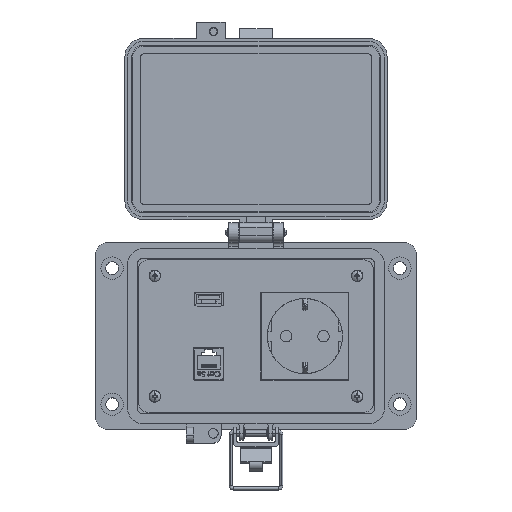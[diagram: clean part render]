
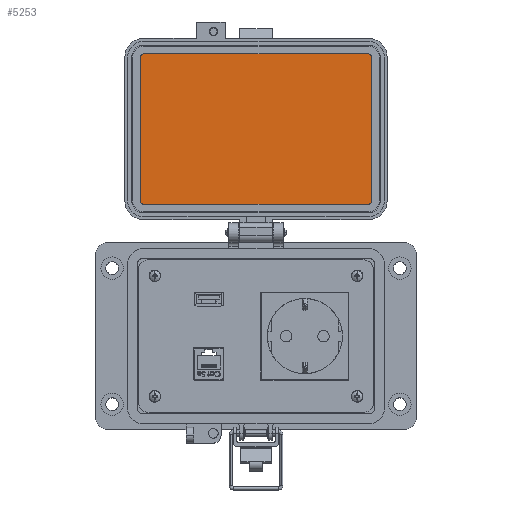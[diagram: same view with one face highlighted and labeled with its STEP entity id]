
A CAD part, top view. The second image highlights one B-rep face of the part: STEP entity #5253.
In plain terms, the highlighted planar face has unit normal (0, 0, 1).
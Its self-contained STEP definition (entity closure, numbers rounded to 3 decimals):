
#720 = DIRECTION ( 'NONE',  ( 0., 1., 0. ) ) ;
#798 = AXIS2_PLACEMENT_3D ( 'NONE', #49335, #74807, #17596 ) ;
#2832 = EDGE_CURVE ( 'NONE', #73083, #27794, #71290, .T. ) ;
#4093 = EDGE_CURVE ( 'NONE', #23890, #76123, #64506, .T. ) ;
#4411 = ORIENTED_EDGE ( 'NONE', *, *, #4093, .F. ) ;
#5253 = ADVANCED_FACE ( 'NONE', ( #44513 ), #55511, .T. ) ;
#7838 = CARTESIAN_POINT ( 'NONE',  ( 59.502, 69.55, 8.694 ) ) ;
#10208 = DIRECTION ( 'NONE',  ( -1., 0., 0. ) ) ;
#10448 = EDGE_CURVE ( 'NONE', #29557, #73083, #51492, .T. ) ;
#10486 = EDGE_CURVE ( 'NONE', #68313, #21772, #15478, .T. ) ;
#12147 = CARTESIAN_POINT ( 'NONE',  ( 57.717, 143.334, 8.694 ) ) ;
#12366 = DIRECTION ( 'NONE',  ( 0., -1., 0. ) ) ;
#12753 = DIRECTION ( 'NONE',  ( 0., 0., -1. ) ) ;
#12899 = EDGE_CURVE ( 'NONE', #27794, #20328, #63921, .T. ) ;
#13285 = DIRECTION ( 'NONE',  ( 0., -1., 0. ) ) ;
#15478 = CIRCLE ( 'NONE', #46184, 1.785 ) ;
#16617 = AXIS2_PLACEMENT_3D ( 'NONE', #31976, #69981, #12366 ) ;
#17596 = DIRECTION ( 'NONE',  ( 0., -1., 0. ) ) ;
#19924 = ORIENTED_EDGE ( 'NONE', *, *, #42021, .F. ) ;
#20328 = VERTEX_POINT ( 'NONE', #77815 ) ;
#21168 = CARTESIAN_POINT ( 'NONE',  ( -59.505, 143.334, 8.694 ) ) ;
#21772 = VERTEX_POINT ( 'NONE', #57641 ) ;
#21858 = CARTESIAN_POINT ( 'NONE',  ( 59.502, 69.55, 8.694 ) ) ;
#22589 = AXIS2_PLACEMENT_3D ( 'NONE', #51387, #44713, #76457 ) ;
#23672 = ORIENTED_EDGE ( 'NONE', *, *, #68268, .F. ) ;
#23890 = VERTEX_POINT ( 'NONE', #21858 ) ;
#24049 = DIRECTION ( 'NONE',  ( 0., -1., 0. ) ) ;
#24868 = CARTESIAN_POINT ( 'NONE',  ( 57.717, 69.55, 8.694 ) ) ;
#27603 = CARTESIAN_POINT ( 'NONE',  ( -59.505, 143.334, 8.694 ) ) ;
#27794 = VERTEX_POINT ( 'NONE', #27603 ) ;
#29557 = VERTEX_POINT ( 'NONE', #43373 ) ;
#31340 = DIRECTION ( 'NONE',  ( 0., 0., -1. ) ) ;
#31976 = CARTESIAN_POINT ( 'NONE',  ( -30.745, 145.119, 8.694 ) ) ;
#34298 = CARTESIAN_POINT ( 'NONE',  ( -59.505, 69.55, 8.694 ) ) ;
#34772 = EDGE_LOOP ( 'NONE', ( #47085, #49621, #47562, #19924, #4411, #23672, #51185, #74269 ) ) ;
#40502 = AXIS2_PLACEMENT_3D ( 'NONE', #24868, #12753, #24049 ) ;
#41694 = CARTESIAN_POINT ( 'NONE',  ( 57.717, 67.765, 8.694 ) ) ;
#42021 = EDGE_CURVE ( 'NONE', #76123, #29557, #79978, .T. ) ;
#43049 = VECTOR ( 'NONE', #720, 1000. ) ;
#43373 = CARTESIAN_POINT ( 'NONE',  ( -57.72, 67.765, 8.694 ) ) ;
#44513 = FACE_OUTER_BOUND ( 'NONE', #34772, .T. ) ;
#44713 = DIRECTION ( 'NONE',  ( 0., 0., -1. ) ) ;
#45599 = DIRECTION ( 'NONE',  ( 1., 0., 0. ) ) ;
#45848 = CARTESIAN_POINT ( 'NONE',  ( 57.717, 145.119, 8.694 ) ) ;
#46184 = AXIS2_PLACEMENT_3D ( 'NONE', #12147, #31340, #56841 ) ;
#47085 = ORIENTED_EDGE ( 'NONE', *, *, #12899, .F. ) ;
#47562 = ORIENTED_EDGE ( 'NONE', *, *, #10448, .F. ) ;
#49335 = CARTESIAN_POINT ( 'NONE',  ( -57.72, 69.55, 8.694 ) ) ;
#49621 = ORIENTED_EDGE ( 'NONE', *, *, #2832, .F. ) ;
#51185 = ORIENTED_EDGE ( 'NONE', *, *, #10486, .F. ) ;
#51387 = CARTESIAN_POINT ( 'NONE',  ( -57.72, 143.334, 8.694 ) ) ;
#51492 = CIRCLE ( 'NONE', #798, 1.785 ) ;
#51624 = VECTOR ( 'NONE', #10208, 1000. ) ;
#55448 = EDGE_CURVE ( 'NONE', #20328, #68313, #63987, .T. ) ;
#55511 = PLANE ( 'NONE',  #16617 ) ;
#56841 = DIRECTION ( 'NONE',  ( 0., -1., 0. ) ) ;
#57641 = CARTESIAN_POINT ( 'NONE',  ( 59.502, 143.334, 8.694 ) ) ;
#57727 = CARTESIAN_POINT ( 'NONE',  ( 57.717, 145.119, 8.694 ) ) ;
#62209 = LINE ( 'NONE', #7838, #74928 ) ;
#63921 = CIRCLE ( 'NONE', #22589, 1.785 ) ;
#63987 = LINE ( 'NONE', #57727, #66537 ) ;
#64506 = CIRCLE ( 'NONE', #40502, 1.785 ) ;
#66537 = VECTOR ( 'NONE', #45599, 1000. ) ;
#67427 = CARTESIAN_POINT ( 'NONE',  ( -57.72, 67.765, 8.694 ) ) ;
#68268 = EDGE_CURVE ( 'NONE', #21772, #23890, #62209, .T. ) ;
#68313 = VERTEX_POINT ( 'NONE', #45848 ) ;
#69981 = DIRECTION ( 'NONE',  ( 0., 0., 1. ) ) ;
#71290 = LINE ( 'NONE', #21168, #43049 ) ;
#73083 = VERTEX_POINT ( 'NONE', #34298 ) ;
#74269 = ORIENTED_EDGE ( 'NONE', *, *, #55448, .F. ) ;
#74807 = DIRECTION ( 'NONE',  ( 0., 0., -1. ) ) ;
#74928 = VECTOR ( 'NONE', #13285, 1000. ) ;
#76123 = VERTEX_POINT ( 'NONE', #41694 ) ;
#76457 = DIRECTION ( 'NONE',  ( 0., -1., 0. ) ) ;
#77815 = CARTESIAN_POINT ( 'NONE',  ( -57.72, 145.119, 8.694 ) ) ;
#79978 = LINE ( 'NONE', #67427, #51624 ) ;
